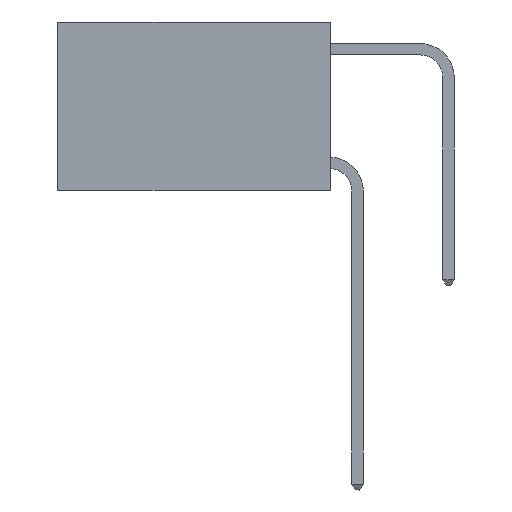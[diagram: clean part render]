
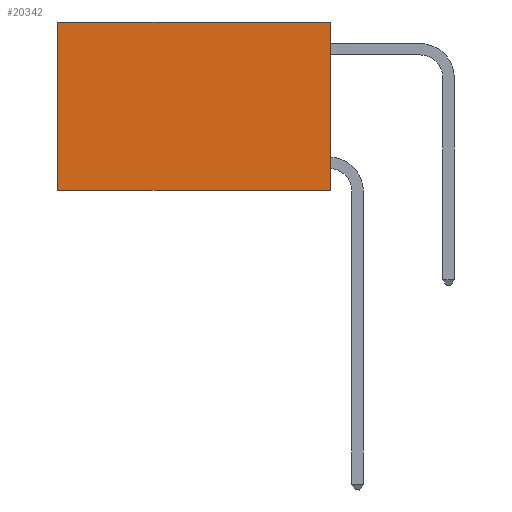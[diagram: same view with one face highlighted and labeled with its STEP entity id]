
A CAD part, left-side view. The second image highlights one B-rep face of the part: STEP entity #20342.
In plain terms, the highlighted planar face has unit normal (-1, 0, 0).
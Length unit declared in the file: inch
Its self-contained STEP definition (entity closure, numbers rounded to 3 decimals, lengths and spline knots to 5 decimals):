
#312 = CARTESIAN_POINT ( 'NONE',  ( 0.2625, 0., -0.37 ) ) ;
#1166 = ORIENTED_EDGE ( 'NONE', *, *, #17117, .T. ) ;
#2051 = DIRECTION ( 'NONE',  ( 0., 1., 0. ) ) ;
#2344 = EDGE_CURVE ( 'NONE', #9959, #9911, #17115, .T. ) ;
#3288 = VERTEX_POINT ( 'NONE', #5978 ) ;
#3465 = CARTESIAN_POINT ( 'NONE',  ( 0.2625, 0., 0. ) ) ;
#3788 = DIRECTION ( 'NONE',  ( 0., 0., -1. ) ) ;
#4333 = ORIENTED_EDGE ( 'NONE', *, *, #6272, .F. ) ;
#5026 = CARTESIAN_POINT ( 'NONE',  ( 0.2625, 0., 0. ) ) ;
#5376 = DIRECTION ( 'NONE',  ( 0., 0., -1. ) ) ;
#5978 = CARTESIAN_POINT ( 'NONE',  ( 0.2625, 0., 0. ) ) ;
#6272 = EDGE_CURVE ( 'NONE', #3288, #9959, #15946, .T. ) ;
#7082 = DIRECTION ( 'NONE',  ( 1., 0., 0. ) ) ;
#8538 = LINE ( 'NONE', #5026, #13013 ) ;
#9911 = VERTEX_POINT ( 'NONE', #20709 ) ;
#9959 = VERTEX_POINT ( 'NONE', #18740 ) ;
#10039 = LINE ( 'NONE', #20079, #19605 ) ;
#10902 = VECTOR ( 'NONE', #2051, 39.37008 ) ;
#11562 = EDGE_LOOP ( 'NONE', ( #1166, #16358, #4333, #17714 ) ) ;
#12679 = VERTEX_POINT ( 'NONE', #22143 ) ;
#12726 = CARTESIAN_POINT ( 'NONE',  ( 0.2625, 0., 0. ) ) ;
#13013 = VECTOR ( 'NONE', #23053, 39.37008 ) ;
#13800 = EDGE_CURVE ( 'NONE', #3288, #12679, #8538, .T. ) ;
#13950 = FACE_OUTER_BOUND ( 'NONE', #11562, .T. ) ;
#14823 = DIRECTION ( 'NONE',  ( 0., 0., -1. ) ) ;
#15946 = LINE ( 'NONE', #12726, #20996 ) ;
#16236 = PLANE ( 'NONE',  #17453 ) ;
#16358 = ORIENTED_EDGE ( 'NONE', *, *, #2344, .F. ) ;
#17115 = LINE ( 'NONE', #312, #10902 ) ;
#17117 = EDGE_CURVE ( 'NONE', #12679, #9911, #10039, .T. ) ;
#17453 = AXIS2_PLACEMENT_3D ( 'NONE', #3465, #7082, #5376 ) ;
#17714 = ORIENTED_EDGE ( 'NONE', *, *, #13800, .T. ) ;
#18740 = CARTESIAN_POINT ( 'NONE',  ( 0.2625, 0., -0.37 ) ) ;
#19605 = VECTOR ( 'NONE', #14823, 39.37008 ) ;
#20079 = CARTESIAN_POINT ( 'NONE',  ( 0.2625, 0.6, 0. ) ) ;
#20342 = ADVANCED_FACE ( 'NONE', ( #13950 ), #16236, .F. ) ;
#20709 = CARTESIAN_POINT ( 'NONE',  ( 0.2625, 0.6, -0.37 ) ) ;
#20996 = VECTOR ( 'NONE', #3788, 39.37008 ) ;
#22143 = CARTESIAN_POINT ( 'NONE',  ( 0.2625, 0.6, 0. ) ) ;
#23053 = DIRECTION ( 'NONE',  ( 0., 1., 0. ) ) ;
